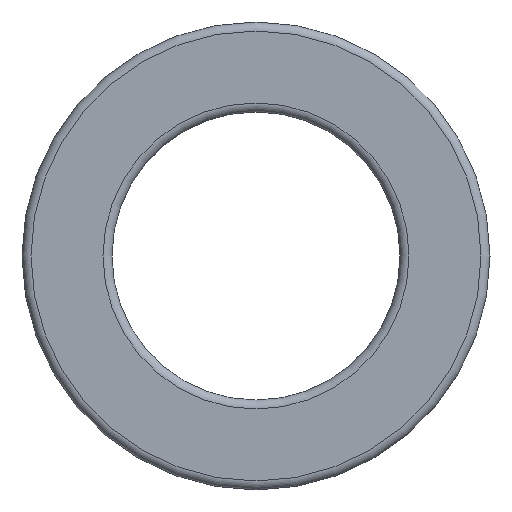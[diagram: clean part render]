
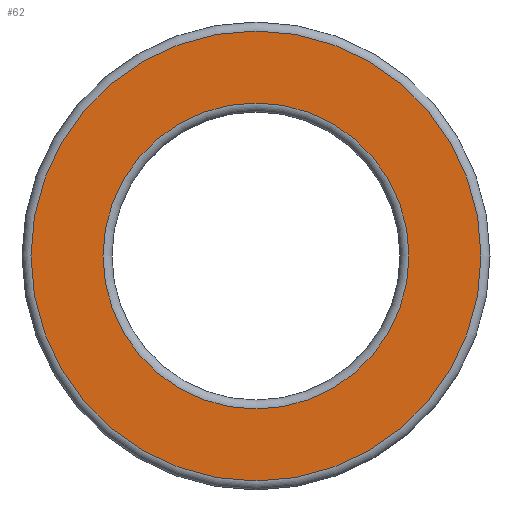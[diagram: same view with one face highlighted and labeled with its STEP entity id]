
A CAD part, left-side view. The second image highlights one B-rep face of the part: STEP entity #62.
In plain terms, the highlighted planar face has unit normal (-1, 0, 0).
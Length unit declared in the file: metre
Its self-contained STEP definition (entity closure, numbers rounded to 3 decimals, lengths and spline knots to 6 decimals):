
#62 = ADVANCED_FACE( '', ( #141, #142 ), #143, .T. );
#141 = FACE_BOUND( '', #244, .T. );
#142 = FACE_OUTER_BOUND( '', #245, .T. );
#143 = PLANE( '', #246 );
#244 = EDGE_LOOP( '', ( #355 ) );
#245 = EDGE_LOOP( '', ( #356 ) );
#246 = AXIS2_PLACEMENT_3D( '', #357, #358, #359 );
#355 = ORIENTED_EDGE( '', *, *, #472, .T. );
#356 = ORIENTED_EDGE( '', *, *, #475, .T. );
#357 = CARTESIAN_POINT( '', ( -0.018, 0., 0. ) );
#358 = DIRECTION( '', ( -1., 0., 0. ) );
#359 = DIRECTION( '', ( 0., -1., 0. ) );
#472 = EDGE_CURVE( '', #529, #529, #530, .F. );
#475 = EDGE_CURVE( '', #534, #534, #535, .T. );
#529 = VERTEX_POINT( '', #601 );
#530 = CIRCLE( '', #602, 0.0085 );
#534 = VERTEX_POINT( '', #606 );
#535 = CIRCLE( '', #607, 0.0125 );
#601 = CARTESIAN_POINT( '', ( -0.018, -0.0085, 0. ) );
#602 = AXIS2_PLACEMENT_3D( '', #675, #676, #677 );
#606 = CARTESIAN_POINT( '', ( -0.018, -0.0125, 0. ) );
#607 = AXIS2_PLACEMENT_3D( '', #681, #682, #683 );
#675 = CARTESIAN_POINT( '', ( -0.018, 0., 0. ) );
#676 = DIRECTION( '', ( -1., 0., 0. ) );
#677 = DIRECTION( '', ( 0., -1., 0. ) );
#681 = CARTESIAN_POINT( '', ( -0.018, 0., 0. ) );
#682 = DIRECTION( '', ( -1., 0., 0. ) );
#683 = DIRECTION( '', ( 0., -1., 0. ) );
